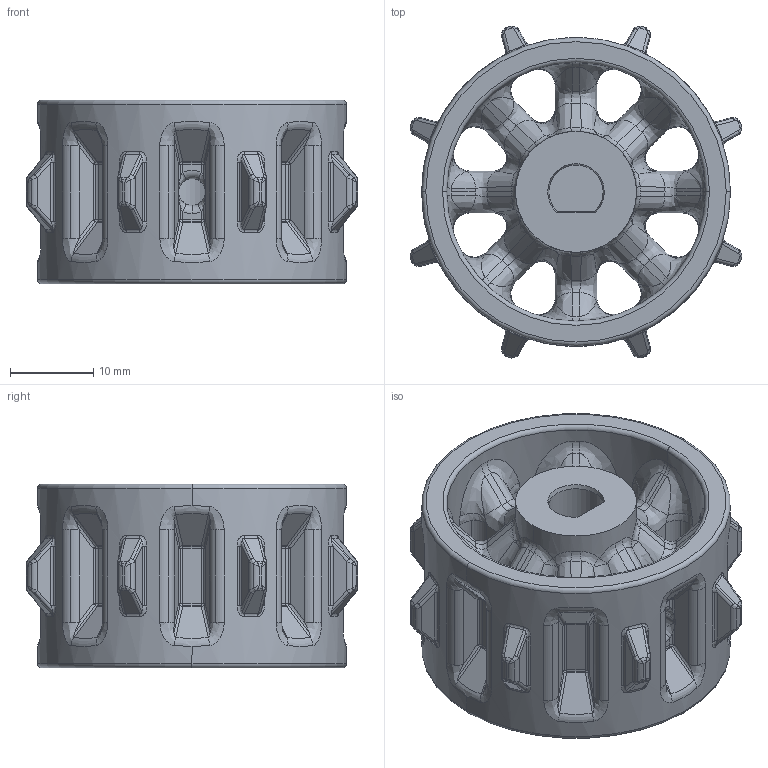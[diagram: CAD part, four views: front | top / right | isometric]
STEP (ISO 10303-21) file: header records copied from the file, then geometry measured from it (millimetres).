
FILE_DESCRIPTION (( 'STEP AP214' ), '1' );
FILE_NAME ('tread-drive-wheel.stp.STEP', '2024-02-23T04:08:57', ( '' ), ( '' ), 'SwSTEP 2.0', 'SolidWorks 2023', '' );
FILE_SCHEMA (( 'AUTOMOTIVE_DESIGN' ));
Length unit declared in the file: millimetre
Products named in the file (1): tread-drive-wheel.stp
Bounding box: 39.79 x 39.79 x 22 mm (x, y, z)
Volume: 12928.1 mm3; surface area: 8259.8 mm2
Topology: 1 solids, 1 shells, 1097 faces, 2646 edges, 1516 vertices
Faces by surface type: bspline 408, cylinder 384, plane 147, sphere 64, torus 51, cone 43
Entity records: 41981 total; most frequent: CARTESIAN_POINT 21176, ORIENTED_EDGE 5180, DIRECTION 2796, EDGE_CURVE 2590, VERTEX_POINT 1508, B_SPLINE_CURVE_WITH_KNOTS 1452, EDGE_LOOP 1128, ADVANCED_FACE 1097
